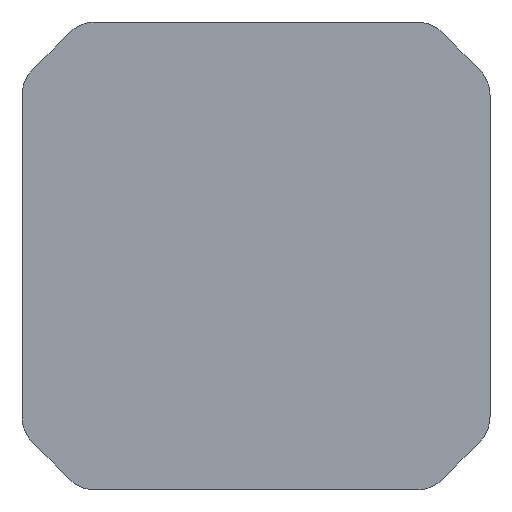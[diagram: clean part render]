
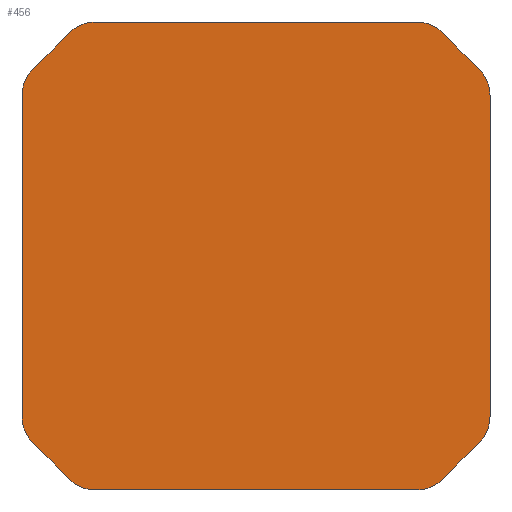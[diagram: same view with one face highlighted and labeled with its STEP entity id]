
A CAD part, top view. The second image highlights one B-rep face of the part: STEP entity #456.
In plain terms, the highlighted planar face has unit normal (0, 0, 1).
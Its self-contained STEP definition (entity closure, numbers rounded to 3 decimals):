
#16=CARTESIAN_POINT('',(5.067,-6.057,0.));
#17=CARTESIAN_POINT('',(4.974,-6.15,0.));
#18=CARTESIAN_POINT('',(4.752,-6.298,0.));
#19=CARTESIAN_POINT('',(4.491,-6.35,0.));
#20=CARTESIAN_POINT('',(4.36,-6.35,0.));
#26=DIRECTION('',(1.,0.,0.));
#27=VECTOR('',#26,8.719);
#28=CARTESIAN_POINT('',(-4.36,-6.35,0.));
#29=LINE('',#28,#27);
#33=CARTESIAN_POINT('',(-4.36,-6.35,0.));
#34=CARTESIAN_POINT('',(-4.491,-6.35,0.));
#35=CARTESIAN_POINT('',(-4.752,-6.298,0.));
#36=CARTESIAN_POINT('',(-4.974,-6.15,0.));
#37=CARTESIAN_POINT('',(-5.067,-6.057,0.));
#42=DIRECTION('',(0.707,-0.707,0.));
#43=VECTOR('',#42,1.401);
#44=CARTESIAN_POINT('',(-6.057,-5.067,0.));
#45=LINE('',#44,#43);
#49=CARTESIAN_POINT('',(-6.057,-5.067,0.));
#50=CARTESIAN_POINT('',(-6.15,-4.974,0.));
#51=CARTESIAN_POINT('',(-6.298,-4.752,0.));
#52=CARTESIAN_POINT('',(-6.35,-4.491,0.));
#53=CARTESIAN_POINT('',(-6.35,-4.36,0.));
#58=DIRECTION('',(0.,-1.,0.));
#59=VECTOR('',#58,8.719);
#60=CARTESIAN_POINT('',(-6.35,4.36,0.));
#61=LINE('',#60,#59);
#65=CARTESIAN_POINT('',(-6.35,4.36,0.));
#66=CARTESIAN_POINT('',(-6.35,4.491,0.));
#67=CARTESIAN_POINT('',(-6.298,4.752,0.));
#68=CARTESIAN_POINT('',(-6.15,4.974,0.));
#69=CARTESIAN_POINT('',(-6.057,5.067,0.));
#74=DIRECTION('',(-0.707,-0.707,0.));
#75=VECTOR('',#74,1.401);
#76=CARTESIAN_POINT('',(-5.067,6.057,0.));
#77=LINE('',#76,#75);
#81=CARTESIAN_POINT('',(-5.067,6.057,0.));
#82=CARTESIAN_POINT('',(-4.974,6.15,0.));
#83=CARTESIAN_POINT('',(-4.752,6.298,0.));
#84=CARTESIAN_POINT('',(-4.491,6.35,0.));
#85=CARTESIAN_POINT('',(-4.36,6.35,0.));
#90=DIRECTION('',(-1.,0.,0.));
#91=VECTOR('',#90,8.719);
#92=CARTESIAN_POINT('',(4.36,6.35,0.));
#93=LINE('',#92,#91);
#97=CARTESIAN_POINT('',(4.36,6.35,0.));
#98=CARTESIAN_POINT('',(4.491,6.35,0.));
#99=CARTESIAN_POINT('',(4.752,6.298,0.));
#100=CARTESIAN_POINT('',(4.974,6.15,0.));
#101=CARTESIAN_POINT('',(5.067,6.057,0.));
#106=DIRECTION('',(-0.707,0.707,0.));
#107=VECTOR('',#106,1.401);
#108=CARTESIAN_POINT('',(6.057,5.067,0.));
#109=LINE('',#108,#107);
#113=CARTESIAN_POINT('',(6.057,5.067,0.));
#114=CARTESIAN_POINT('',(6.15,4.974,0.));
#115=CARTESIAN_POINT('',(6.298,4.752,0.));
#116=CARTESIAN_POINT('',(6.35,4.491,0.));
#117=CARTESIAN_POINT('',(6.35,4.36,0.));
#122=DIRECTION('',(0.,1.,0.));
#123=VECTOR('',#122,8.719);
#124=CARTESIAN_POINT('',(6.35,-4.36,0.));
#125=LINE('',#124,#123);
#129=CARTESIAN_POINT('',(6.35,-4.36,0.));
#130=CARTESIAN_POINT('',(6.35,-4.491,0.));
#131=CARTESIAN_POINT('',(6.298,-4.752,0.));
#132=CARTESIAN_POINT('',(6.15,-4.974,0.));
#133=CARTESIAN_POINT('',(6.057,-5.067,0.));
#138=DIRECTION('',(0.707,0.707,0.));
#139=VECTOR('',#138,1.401);
#140=CARTESIAN_POINT('',(5.067,-6.057,0.));
#141=LINE('',#140,#139);
#385=VERTEX_POINT('',#97);
#386=VERTEX_POINT('',#101);
#389=VERTEX_POINT('',#113);
#390=VERTEX_POINT('',#117);
#393=VERTEX_POINT('',#65);
#394=VERTEX_POINT('',#69);
#397=VERTEX_POINT('',#81);
#398=VERTEX_POINT('',#85);
#401=VERTEX_POINT('',#33);
#402=VERTEX_POINT('',#37);
#405=VERTEX_POINT('',#49);
#406=VERTEX_POINT('',#53);
#409=VERTEX_POINT('',#129);
#410=VERTEX_POINT('',#133);
#413=VERTEX_POINT('',#16);
#414=VERTEX_POINT('',#20);
#417=CARTESIAN_POINT('',(0.,0.,0.));
#418=DIRECTION('',(0.,0.,1.));
#419=DIRECTION('',(0.,-1.,0.));
#420=AXIS2_PLACEMENT_3D('',#417,#418,#419);
#421=PLANE('',#420);
#423=ORIENTED_EDGE('',*,*,#422,.T.);
#425=ORIENTED_EDGE('',*,*,#424,.F.);
#427=ORIENTED_EDGE('',*,*,#426,.T.);
#429=ORIENTED_EDGE('',*,*,#428,.F.);
#431=ORIENTED_EDGE('',*,*,#430,.T.);
#433=ORIENTED_EDGE('',*,*,#432,.F.);
#435=ORIENTED_EDGE('',*,*,#434,.T.);
#437=ORIENTED_EDGE('',*,*,#436,.F.);
#439=ORIENTED_EDGE('',*,*,#438,.T.);
#441=ORIENTED_EDGE('',*,*,#440,.F.);
#443=ORIENTED_EDGE('',*,*,#442,.T.);
#445=ORIENTED_EDGE('',*,*,#444,.F.);
#447=ORIENTED_EDGE('',*,*,#446,.T.);
#449=ORIENTED_EDGE('',*,*,#448,.F.);
#451=ORIENTED_EDGE('',*,*,#450,.T.);
#453=ORIENTED_EDGE('',*,*,#452,.F.);
#454=EDGE_LOOP('',(#423,#425,#427,#429,#431,#433,#435,#437,#439,#441,#443,#445,
#447,#449,#451,#453));
#455=FACE_OUTER_BOUND('',#454,.F.);
#21=B_SPLINE_CURVE_WITH_KNOTS('',3,(#16,#17,#18,#19,#20),.UNSPECIFIED.,.F.,.F.,(
4,1,4),(0.,0.5,1.),.UNSPECIFIED.);
#38=B_SPLINE_CURVE_WITH_KNOTS('',3,(#33,#34,#35,#36,#37),.UNSPECIFIED.,.F.,.F.,(
4,1,4),(0.,0.5,1.),.UNSPECIFIED.);
#54=B_SPLINE_CURVE_WITH_KNOTS('',3,(#49,#50,#51,#52,#53),.UNSPECIFIED.,.F.,.F.,(
4,1,4),(0.,0.5,1.),.UNSPECIFIED.);
#70=B_SPLINE_CURVE_WITH_KNOTS('',3,(#65,#66,#67,#68,#69),.UNSPECIFIED.,.F.,.F.,(
4,1,4),(0.,0.5,1.),.UNSPECIFIED.);
#86=B_SPLINE_CURVE_WITH_KNOTS('',3,(#81,#82,#83,#84,#85),.UNSPECIFIED.,.F.,.F.,(
4,1,4),(0.,0.5,1.),.UNSPECIFIED.);
#102=B_SPLINE_CURVE_WITH_KNOTS('',3,(#97,#98,#99,#100,#101),.UNSPECIFIED.,.F.,
.F.,(4,1,4),(0.,0.5,1.),.UNSPECIFIED.);
#118=B_SPLINE_CURVE_WITH_KNOTS('',3,(#113,#114,#115,#116,#117),.UNSPECIFIED.,
.F.,.F.,(4,1,4),(0.,0.5,1.),.UNSPECIFIED.);
#134=B_SPLINE_CURVE_WITH_KNOTS('',3,(#129,#130,#131,#132,#133),.UNSPECIFIED.,
.F.,.F.,(4,1,4),(0.,0.5,1.),.UNSPECIFIED.);
#422=EDGE_CURVE('',#413,#414,#21,.T.);
#424=EDGE_CURVE('',#401,#414,#29,.T.);
#426=EDGE_CURVE('',#401,#402,#38,.T.);
#428=EDGE_CURVE('',#405,#402,#45,.T.);
#430=EDGE_CURVE('',#405,#406,#54,.T.);
#432=EDGE_CURVE('',#393,#406,#61,.T.);
#434=EDGE_CURVE('',#393,#394,#70,.T.);
#436=EDGE_CURVE('',#397,#394,#77,.T.);
#438=EDGE_CURVE('',#397,#398,#86,.T.);
#440=EDGE_CURVE('',#385,#398,#93,.T.);
#442=EDGE_CURVE('',#385,#386,#102,.T.);
#444=EDGE_CURVE('',#389,#386,#109,.T.);
#446=EDGE_CURVE('',#389,#390,#118,.T.);
#448=EDGE_CURVE('',#409,#390,#125,.T.);
#450=EDGE_CURVE('',#409,#410,#134,.T.);
#452=EDGE_CURVE('',#413,#410,#141,.T.);
#456=ADVANCED_FACE('',(#455),#421,.T.);
